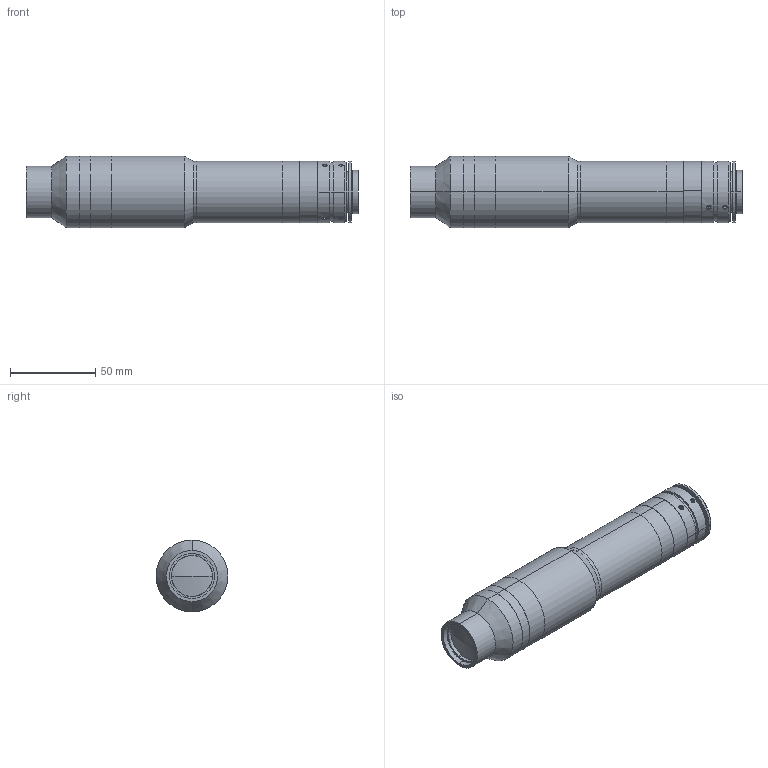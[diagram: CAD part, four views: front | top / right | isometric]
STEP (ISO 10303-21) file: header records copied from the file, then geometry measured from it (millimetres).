
FILE_DESCRIPTION (( 'STEP AP203' ), '1' );
FILE_NAME ('XF-MH075X185.STEP', '2024-08-06T01:27:29', ( '' ), ( '' ), 'SwSTEP 2.0', 'SolidWorks 2022', '' );
FILE_SCHEMA (( 'CONFIG_CONTROL_DESIGN' ));
Length unit declared in the file: millimetre
Products named in the file (1): XF-MH075X185
Bounding box: 194.28 x 42 x 42 mm (x, y, z)
Surface area: 28887.7 mm2 (no closed solid volume)
Topology: 0 solids, 22 shells, 137 faces, 376 edges, 253 vertices
Faces by surface type: plane 67, cylinder 46, cone 22, sphere 2
Entity records: 4661 total; most frequent: CARTESIAN_POINT 1101, DIRECTION 778, ORIENTED_EDGE 599, EDGE_CURVE 368, AXIS2_PLACEMENT_3D 290, VERTEX_POINT 253, LINE 198, VECTOR 198
